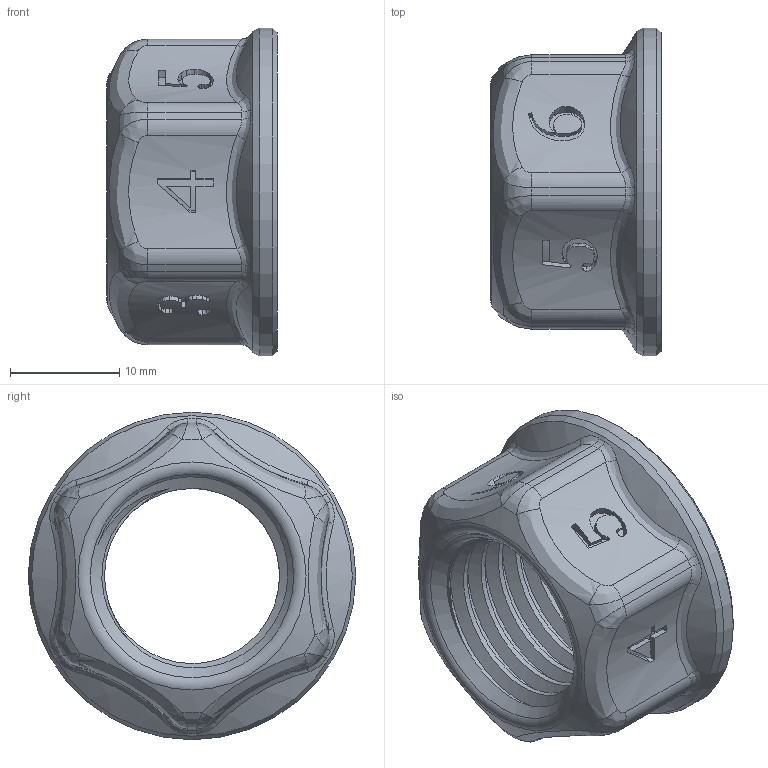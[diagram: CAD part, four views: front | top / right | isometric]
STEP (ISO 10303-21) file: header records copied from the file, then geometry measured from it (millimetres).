
FILE_DESCRIPTION(/* description */ (''),/* implementation_level */ '2;1');
FILE_NAME(/* name */ 'Tensioner_Knob_Marks.step',/* time_stamp */ '2022-03-22T08:52:20-07:00',/* author */ (''),/* organization */ (''),/* preprocessor_version */ 'ST-DEVELOPER v18.1',/* originating_system */ 'Autodesk Translation Framework v10.13.0.1454',/* authorisation */ '');
FILE_SCHEMA (('AUTOMOTIVE_DESIGN { 1 0 10303 214 3 1 1 }'));
Length unit declared in the file: millimetre
Products named in the file (1): Tensioner_Knob (1)
Bounding box: 15.59 x 30 x 30 mm (x, y, z)
Volume: 4615.1 mm3; surface area: 3296.1 mm2
Topology: 1 solids, 1 shells, 295 faces, 803 edges, 519 vertices
Faces by surface type: bspline 227, cylinder 47, torus 13, cone 4, sphere 2, plane 2
Full cylindrical faces by diameter (mm): 16.035 x5, 18.2 x5, 30 x1
Entity records: 19361 total; most frequent: CARTESIAN_POINT 13505, ORIENTED_EDGE 1606, EDGE_CURVE 803, DIRECTION 544, VERTEX_POINT 519, B_SPLINE_CURVE_WITH_KNOTS 471, EDGE_LOOP 306, FACE_OUTER_BOUND 295
